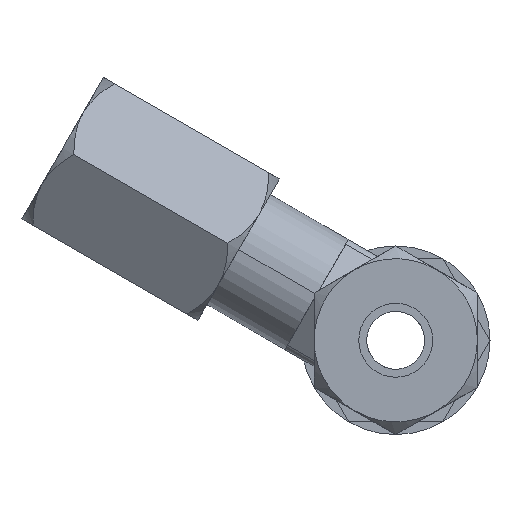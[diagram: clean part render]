
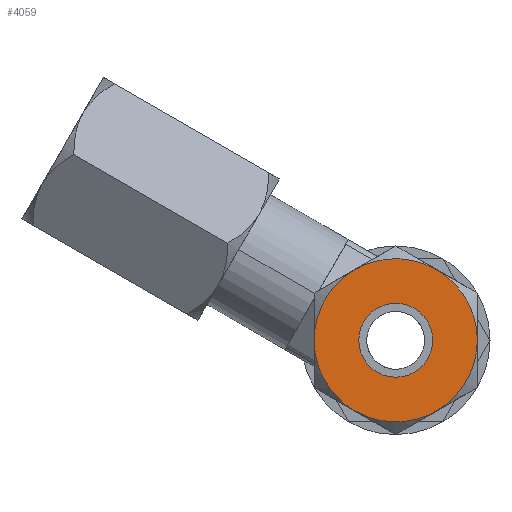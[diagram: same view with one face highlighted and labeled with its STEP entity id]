
A CAD part, left-side view. The second image highlights one B-rep face of the part: STEP entity #4059.
In plain terms, the highlighted planar face has unit normal (-1, 0, 0).
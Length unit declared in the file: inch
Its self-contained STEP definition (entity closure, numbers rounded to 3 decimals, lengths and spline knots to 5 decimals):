
#1321=CARTESIAN_POINT('',(-1.32492,-0.14071,
0.24372));
#1368=CARTESIAN_POINT('',(-1.32492,0.14071,
-0.24372));
#1369=CARTESIAN_POINT('',(-1.32492,0.12626,
-0.25206));
#1370=CARTESIAN_POINT('',(-1.32504,0.09635,
-0.26565));
#1371=CARTESIAN_POINT('',(-1.32499,0.04896,
-0.27842));
#1372=CARTESIAN_POINT('',(-1.32501,0.,
-0.28266));
#1373=CARTESIAN_POINT('',(-1.32499,-0.04896,
-0.27842));
#1374=CARTESIAN_POINT('',(-1.32504,-0.09635,
-0.26565));
#1375=CARTESIAN_POINT('',(-1.32492,-0.12626,
-0.25206));
#1376=CARTESIAN_POINT('',(-1.32492,-0.14071,
-0.24372));
#1381=CARTESIAN_POINT('',(-1.32492,-0.14071,
0.24372));
#1382=CARTESIAN_POINT('',(-1.32492,-0.12626,
0.25206));
#1383=CARTESIAN_POINT('',(-1.32504,-0.09635,
0.26565));
#1384=CARTESIAN_POINT('',(-1.32499,-0.04896,
0.27842));
#1385=CARTESIAN_POINT('',(-1.32501,0.,
0.28266));
#1386=CARTESIAN_POINT('',(-1.32499,0.04896,
0.27842));
#1387=CARTESIAN_POINT('',(-1.32504,0.09635,
0.26565));
#1388=CARTESIAN_POINT('',(-1.32492,0.12626,
0.25206));
#1389=CARTESIAN_POINT('',(-1.32492,0.14071,
0.24372));
#1400=CARTESIAN_POINT('',(-1.32492,-0.14071,
-0.24372));
#1447=CARTESIAN_POINT('',(-1.32492,0.28142,
0.));
#1448=CARTESIAN_POINT('',(-1.32492,0.28142,
-0.01653));
#1449=CARTESIAN_POINT('',(-1.32504,0.27831,
-0.04901));
#1450=CARTESIAN_POINT('',(-1.32499,0.26566,
-0.0967));
#1451=CARTESIAN_POINT('',(-1.32501,0.2448,
-0.14133));
#1452=CARTESIAN_POINT('',(-1.32499,0.21658,
-0.18171));
#1453=CARTESIAN_POINT('',(-1.32504,0.1816,
-0.21652));
#1454=CARTESIAN_POINT('',(-1.32492,0.15502,
-0.23545));
#1455=CARTESIAN_POINT('',(-1.32492,0.14071,
-0.24372));
#1460=CARTESIAN_POINT('',(-1.32492,0.14071,
0.24372));
#1461=CARTESIAN_POINT('',(-1.32492,0.15502,
0.23545));
#1462=CARTESIAN_POINT('',(-1.32504,0.1816,
0.21652));
#1463=CARTESIAN_POINT('',(-1.32499,0.21658,
0.18171));
#1464=CARTESIAN_POINT('',(-1.32501,0.2448,
0.14133));
#1465=CARTESIAN_POINT('',(-1.32499,0.26566,
0.0967));
#1466=CARTESIAN_POINT('',(-1.32504,0.27831,
0.04901));
#1467=CARTESIAN_POINT('',(-1.32492,0.28142,
0.01653));
#1468=CARTESIAN_POINT('',(-1.32492,0.28142,
0.));
#1473=CARTESIAN_POINT('',(-1.32492,-0.28142,
0.));
#1474=CARTESIAN_POINT('',(-1.32492,-0.28142,
0.01653));
#1475=CARTESIAN_POINT('',(-1.32504,-0.27831,
0.04901));
#1476=CARTESIAN_POINT('',(-1.32499,-0.26566,
0.0967));
#1477=CARTESIAN_POINT('',(-1.32501,-0.2448,
0.14133));
#1478=CARTESIAN_POINT('',(-1.32499,-0.21658,
0.18171));
#1479=CARTESIAN_POINT('',(-1.32504,-0.1816,
0.21652));
#1480=CARTESIAN_POINT('',(-1.32492,-0.15502,
0.23545));
#1481=CARTESIAN_POINT('',(-1.32492,-0.14071,
0.24372));
#1486=CARTESIAN_POINT('',(-1.32492,-0.14071,
-0.24372));
#1487=CARTESIAN_POINT('',(-1.32492,-0.15502,
-0.23545));
#1488=CARTESIAN_POINT('',(-1.32504,-0.1816,
-0.21652));
#1489=CARTESIAN_POINT('',(-1.32499,-0.21658,
-0.18171));
#1490=CARTESIAN_POINT('',(-1.32501,-0.2448,
-0.14133));
#1491=CARTESIAN_POINT('',(-1.32499,-0.26566,
-0.0967));
#1492=CARTESIAN_POINT('',(-1.32504,-0.27831,
-0.04901));
#1493=CARTESIAN_POINT('',(-1.32492,-0.28142,
-0.01653));
#1494=CARTESIAN_POINT('',(-1.32492,-0.28142,
0.));
#1499=CARTESIAN_POINT('',(-1.325,0.,0.));
#1500=DIRECTION('',(1.,0.,0.));
#1501=DIRECTION('',(0.,1.,0.));
#1502=AXIS2_PLACEMENT_3D('',#1499,#1500,#1501);
#1507=CARTESIAN_POINT('',(-1.325,0.,0.));
#1508=DIRECTION('',(1.,0.,0.));
#1509=DIRECTION('',(0.,-1.,0.));
#1510=AXIS2_PLACEMENT_3D('',#1507,#1508,#1509);
#1567=CARTESIAN_POINT('',(-1.32492,-0.28142,
0.));
#1620=CARTESIAN_POINT('',(-1.32492,0.14071,
-0.24372));
#1673=CARTESIAN_POINT('',(-1.32492,0.28142,
0.));
#1726=CARTESIAN_POINT('',(-1.32492,0.14071,
0.24372));
#2657=VERTEX_POINT('',#1567);
#2661=VERTEX_POINT('',#1321);
#2665=VERTEX_POINT('',#1726);
#2669=VERTEX_POINT('',#1673);
#2673=VERTEX_POINT('',#1620);
#2677=VERTEX_POINT('',#1400);
#2684=CARTESIAN_POINT('',(-1.325,0.1275,0.));
#2685=CARTESIAN_POINT('',(-1.325,-0.1275,0.));
#2686=VERTEX_POINT('',#2684);
#2687=VERTEX_POINT('',#2685);
#4040=CARTESIAN_POINT('',(-1.325,0.,0.));
#4041=DIRECTION('',(-1.,0.,0.));
#4042=DIRECTION('',(0.,0.,1.));
#4043=AXIS2_PLACEMENT_3D('',#4040,#4041,#4042);
#4044=PLANE('',#4043);
#4045=ORIENTED_EDGE('',*,*,#3951,.F.);
#4046=ORIENTED_EDGE('',*,*,#3974,.F.);
#4047=ORIENTED_EDGE('',*,*,#3988,.F.);
#4048=ORIENTED_EDGE('',*,*,#4005,.F.);
#4049=ORIENTED_EDGE('',*,*,#3961,.F.);
#4050=ORIENTED_EDGE('',*,*,#4032,.F.);
#4051=EDGE_LOOP('',(#4045,#4046,#4047,#4048,#4049,#4050));
#4052=FACE_OUTER_BOUND('',#4051,.F.);
#4054=ORIENTED_EDGE('',*,*,#4053,.F.);
#4056=ORIENTED_EDGE('',*,*,#4055,.F.);
#4057=EDGE_LOOP('',(#4054,#4056));
#4058=FACE_BOUND('',#4057,.F.);
#4059=ADVANCED_FACE('',(#4052,#4058),#4044,.T.);
#1377=B_SPLINE_CURVE_WITH_KNOTS('',3,(#1368,#1369,#1370,#1371,#1372,#1373,#1374,
#1375,#1376),.UNSPECIFIED.,.F.,.F.,(4,1,1,1,1,1,4),(0.,0.16667,
0.33333,0.5,0.66667,0.83333,1.),
.UNSPECIFIED.);
#1390=B_SPLINE_CURVE_WITH_KNOTS('',3,(#1381,#1382,#1383,#1384,#1385,#1386,#1387,
#1388,#1389),.UNSPECIFIED.,.F.,.F.,(4,1,1,1,1,1,4),(0.,0.16667,
0.33333,0.5,0.66667,0.83333,1.),
.UNSPECIFIED.);
#1456=B_SPLINE_CURVE_WITH_KNOTS('',3,(#1447,#1448,#1449,#1450,#1451,#1452,#1453,
#1454,#1455),.UNSPECIFIED.,.F.,.F.,(4,1,1,1,1,1,4),(0.,0.16667,
0.33333,0.5,0.66667,0.83333,1.),
.UNSPECIFIED.);
#1469=B_SPLINE_CURVE_WITH_KNOTS('',3,(#1460,#1461,#1462,#1463,#1464,#1465,#1466,
#1467,#1468),.UNSPECIFIED.,.F.,.F.,(4,1,1,1,1,1,4),(0.,0.16667,
0.33333,0.5,0.66667,0.83333,1.),
.UNSPECIFIED.);
#1482=B_SPLINE_CURVE_WITH_KNOTS('',3,(#1473,#1474,#1475,#1476,#1477,#1478,#1479,
#1480,#1481),.UNSPECIFIED.,.F.,.F.,(4,1,1,1,1,1,4),(0.,0.16667,
0.33333,0.5,0.66667,0.83333,1.),
.UNSPECIFIED.);
#1495=B_SPLINE_CURVE_WITH_KNOTS('',3,(#1486,#1487,#1488,#1489,#1490,#1491,#1492,
#1493,#1494),.UNSPECIFIED.,.F.,.F.,(4,1,1,1,1,1,4),(0.,0.16667,
0.33333,0.5,0.66667,0.83333,1.),
.UNSPECIFIED.);
#1503=CIRCLE('',#1502,0.1275);
#1511=CIRCLE('',#1510,0.1275);
#3951=EDGE_CURVE('',#2673,#2677,#1377,.T.);
#3961=EDGE_CURVE('',#2657,#2661,#1482,.T.);
#3974=EDGE_CURVE('',#2669,#2673,#1456,.T.);
#3988=EDGE_CURVE('',#2665,#2669,#1469,.T.);
#4005=EDGE_CURVE('',#2661,#2665,#1390,.T.);
#4032=EDGE_CURVE('',#2677,#2657,#1495,.T.);
#4053=EDGE_CURVE('',#2686,#2687,#1503,.T.);
#4055=EDGE_CURVE('',#2687,#2686,#1511,.T.);
